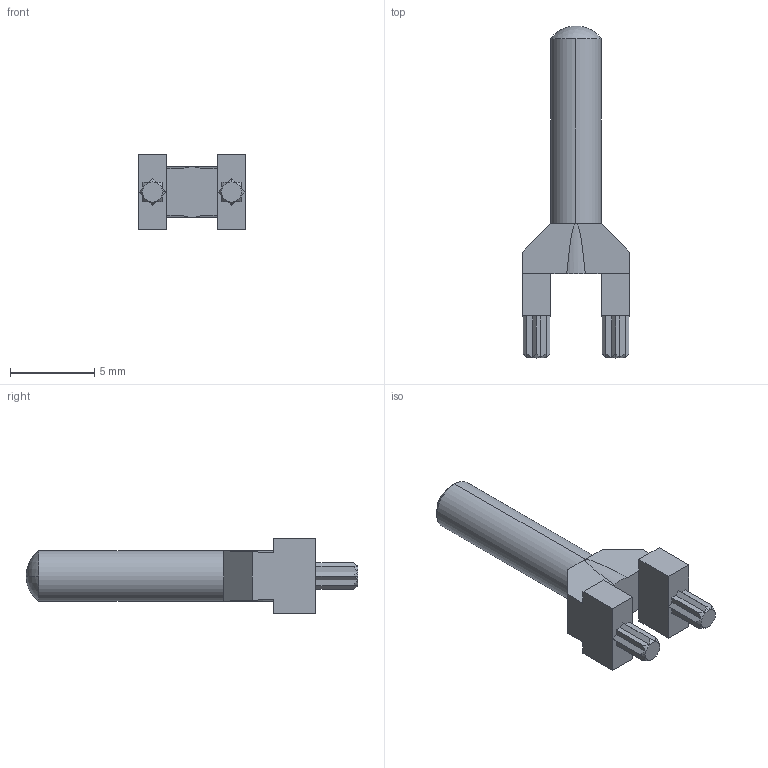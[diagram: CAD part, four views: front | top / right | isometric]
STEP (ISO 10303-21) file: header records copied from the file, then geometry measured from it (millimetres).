
FILE_DESCRIPTION (( 'STEP AP214' ), '1' );
FILE_NAME ('1127684.STEP', '2024-08-20T10:05:14', ( '' ), ( '' ), 'SwSTEP 2.0', 'SolidWorks 2024', '' );
FILE_SCHEMA (( 'AUTOMOTIVE_DESIGN' ));
Length unit declared in the file: millimetre
Products named in the file (1): 1127684
Bounding box: 6.4 x 19.75 x 4.5 mm (x, y, z)
Volume: 173.5 mm3; surface area: 285.9 mm2
Topology: 1 solids, 1 shells, 70 faces, 180 edges, 114 vertices
Faces by surface type: plane 59, cylinder 5, cone 4, sphere 2
Entity records: 2132 total; most frequent: CARTESIAN_POINT 473, ORIENTED_EDGE 360, DIRECTION 303, EDGE_CURVE 180, LINE 127, VECTOR 127, VERTEX_POINT 114, AXIS2_PLACEMENT_3D 88
